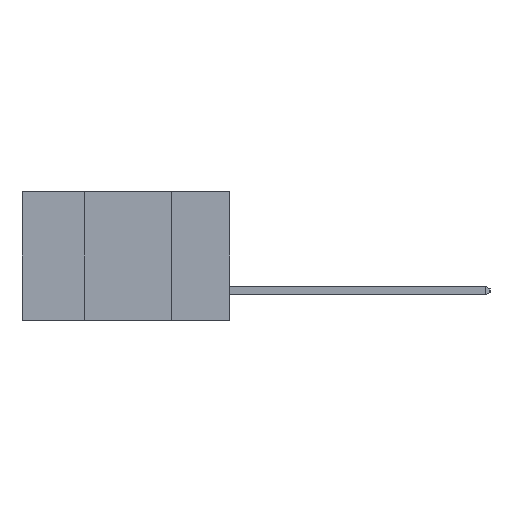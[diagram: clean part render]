
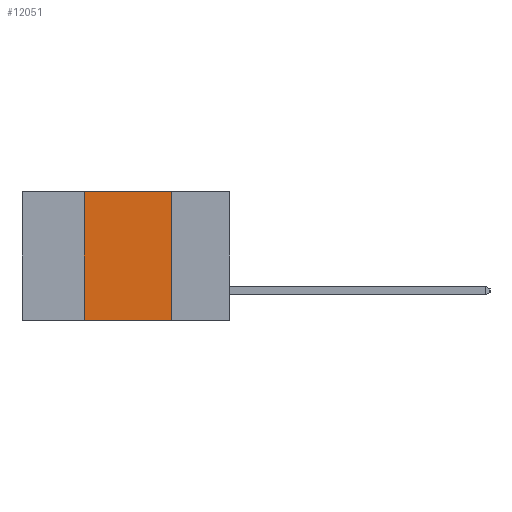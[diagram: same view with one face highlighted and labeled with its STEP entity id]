
A CAD part, left-side view. The second image highlights one B-rep face of the part: STEP entity #12051.
In plain terms, the highlighted planar face has unit normal (-1, 0, 0).
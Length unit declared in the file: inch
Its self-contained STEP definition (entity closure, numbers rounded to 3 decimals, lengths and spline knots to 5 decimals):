
#1428 = EDGE_CURVE ( 'NONE', #9702, #13022, #2353, .T. ) ;
#1862 = EDGE_CURVE ( 'NONE', #2525, #13022, #9858, .T. ) ;
#2062 = LINE ( 'NONE', #7267, #9571 ) ;
#2079 = CARTESIAN_POINT ( 'NONE',  ( 0., 0.42, -0.37 ) ) ;
#2211 = ORIENTED_EDGE ( 'NONE', *, *, #3318, .F. ) ;
#2329 = VECTOR ( 'NONE', #10236, 39.37008 ) ;
#2353 = LINE ( 'NONE', #9265, #16943 ) ;
#2525 = VERTEX_POINT ( 'NONE', #14538 ) ;
#3318 = EDGE_CURVE ( 'NONE', #2525, #10807, #4772, .T. ) ;
#4736 = EDGE_CURVE ( 'NONE', #10807, #9702, #2062, .T. ) ;
#4772 = LINE ( 'NONE', #2079, #16495 ) ;
#5180 = CARTESIAN_POINT ( 'NONE',  ( 0., 0.42, 0. ) ) ;
#6867 = PLANE ( 'NONE',  #10088 ) ;
#7267 = CARTESIAN_POINT ( 'NONE',  ( 0., 0.6, 0. ) ) ;
#7715 = DIRECTION ( 'NONE',  ( 0., 0., 1. ) ) ;
#8281 = DIRECTION ( 'NONE',  ( 1., 0., 0. ) ) ;
#9265 = CARTESIAN_POINT ( 'NONE',  ( 0., 0.17, -0.37 ) ) ;
#9571 = VECTOR ( 'NONE', #11499, 39.37008 ) ;
#9702 = VERTEX_POINT ( 'NONE', #10397 ) ;
#9858 = LINE ( 'NONE', #11618, #2329 ) ;
#10088 = AXIS2_PLACEMENT_3D ( 'NONE', #16765, #8281, #18184 ) ;
#10236 = DIRECTION ( 'NONE',  ( 0., -1., 0. ) ) ;
#10397 = CARTESIAN_POINT ( 'NONE',  ( 0., 0.17, 0. ) ) ;
#10693 = DIRECTION ( 'NONE',  ( 0., 0., -1. ) ) ;
#10807 = VERTEX_POINT ( 'NONE', #5180 ) ;
#10816 = ORIENTED_EDGE ( 'NONE', *, *, #4736, .F. ) ;
#10934 = EDGE_LOOP ( 'NONE', ( #12804, #10816, #2211, #12366 ) ) ;
#11499 = DIRECTION ( 'NONE',  ( 0., -1., 0. ) ) ;
#11618 = CARTESIAN_POINT ( 'NONE',  ( 0., 0.6, -0.37 ) ) ;
#12051 = ADVANCED_FACE ( 'NONE', ( #13477 ), #6867, .F. ) ;
#12366 = ORIENTED_EDGE ( 'NONE', *, *, #1862, .T. ) ;
#12804 = ORIENTED_EDGE ( 'NONE', *, *, #1428, .F. ) ;
#13022 = VERTEX_POINT ( 'NONE', #16349 ) ;
#13477 = FACE_OUTER_BOUND ( 'NONE', #10934, .T. ) ;
#14538 = CARTESIAN_POINT ( 'NONE',  ( 0., 0.42, -0.37 ) ) ;
#16349 = CARTESIAN_POINT ( 'NONE',  ( 0., 0.17, -0.37 ) ) ;
#16495 = VECTOR ( 'NONE', #7715, 39.37008 ) ;
#16765 = CARTESIAN_POINT ( 'NONE',  ( 0., 0.6, 0. ) ) ;
#16943 = VECTOR ( 'NONE', #10693, 39.37008 ) ;
#18184 = DIRECTION ( 'NONE',  ( 0., 0., -1. ) ) ;
